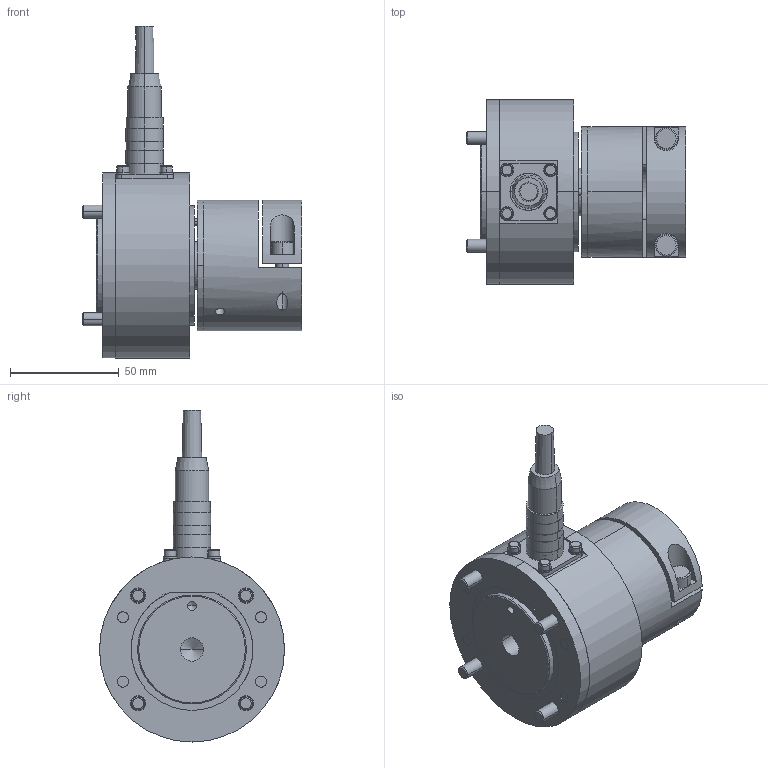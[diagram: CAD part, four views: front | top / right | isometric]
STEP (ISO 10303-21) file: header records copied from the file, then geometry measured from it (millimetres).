
FILE_DESCRIPTION((''),'2;1');
FILE_NAME('31102216_A.stp','2019-12-13T16:30:34',(''),(''),'Mechanical Desktop 2009','Mechanical Desktop 2009',', , ');
FILE_SCHEMA(('CONFIG_CONTROL_DESIGN'));
Length unit declared in the file: millimetre
Products named in the file (42): ZEICHNUNG2; C50331_DM25; C0709081; C0612056; C0709072; I-6KT_SCHRAUBE_M6X30; SCHUTZKAPPE_M6_S5; GERÄTESTECKER_5POL_C091 31S005 100 2; FEDERRING_M3; I-6KT_SCHRAUBE_M3X8; C0709074A; C0709074; PENDELKUGELLAGER_1203TVA; PENDELKUGELLAGER_1203TV; C0612053A; C0612053; KABELDOSE_MINI_5_POL; TEIL1; SENKSCHRAUBE_I-6KT_M3X6A; SENKSCHRAUBE_I-6KT_M3X6; U-SCHEIBE_M8_24; U-SCHEIBE_M8_24A; I-6KT_SCHRAUBE_M8X12NK; I-6KT_SCHRAUBE_M8X12NKA; I-6KT_SCHRAUBE_M6X12A; I-6KT_SCHRAUBE_M6X12; SENKNIETE_D3X10A; SENKNIETE_D3X10; C0904094; ~TEIL1; ABSR20; ABSR201; I-6KT_SCHRAUBE_M6X40A; I-6KT_SCHRAUBE_M6X40; RM_SDB; ZEICHNUNG1; U-SCHEIBE_13_45X4A; U-SCHEIBE_13_45X4; I-6KT_SCHRAUBE_M12X25A; I-6KT_SCHRAUBE_M12X25 ...
Assembly tree (55 placements, depth 5):
  ZEICHNUNG2
    C50331_DM25
      C0709081
        C0612056
        C0709072
        I-6KT_SCHRAUBE_M6X30  x4
        SCHUTZKAPPE_M6_S5  x4
        GERÄTESTECKER_5POL_C091 31S005 100 2
        FEDERRING_M3  x4
        I-6KT_SCHRAUBE_M3X8  x4
      C0709074A
        C0709074
      PENDELKUGELLAGER_1203TVA
        PENDELKUGELLAGER_1203TV
      C0612053A
        C0612053
      KABELDOSE_MINI_5_POL
        TEIL1
      SENKSCHRAUBE_I-6KT_M3X6A  x4
        SENKSCHRAUBE_I-6KT_M3X6
      U-SCHEIBE_M8_24
        U-SCHEIBE_M8_24A
      I-6KT_SCHRAUBE_M8X12NK
        I-6KT_SCHRAUBE_M8X12NKA
      I-6KT_SCHRAUBE_M6X12A  x2
        I-6KT_SCHRAUBE_M6X12
      SENKNIETE_D3X10A
        SENKNIETE_D3X10
      C0904094
        ~TEIL1
          ABSR20
          ABSR201
      I-6KT_SCHRAUBE_M6X40A  x4
        I-6KT_SCHRAUBE_M6X40
    RM_SDB  x3
  ZEICHNUNG1
  U-SCHEIBE_13_45X4A
  U-SCHEIBE_13_45X4
  I-6KT_SCHRAUBE_M12X25A
Bounding box: 101 x 85 x 152.5 mm (x, y, z)
Volume: 296700.3 mm3; surface area: 108685.9 mm2
Topology: 38 solids, 38 shells, 744 faces, 1703 edges, 1089 vertices
Faces by surface type: cylinder 326, plane 266, cone 110, torus 38, sphere 4
Entity records: 16336 total; most frequent: DIRECTION 2939, CARTESIAN_POINT 2893, ORIENTED_EDGE 2302, AXIS2_PLACEMENT_3D 1214, EDGE_CURVE 1151, VERTEX_POINT 753, EDGE_LOOP 644, CIRCLE 625
